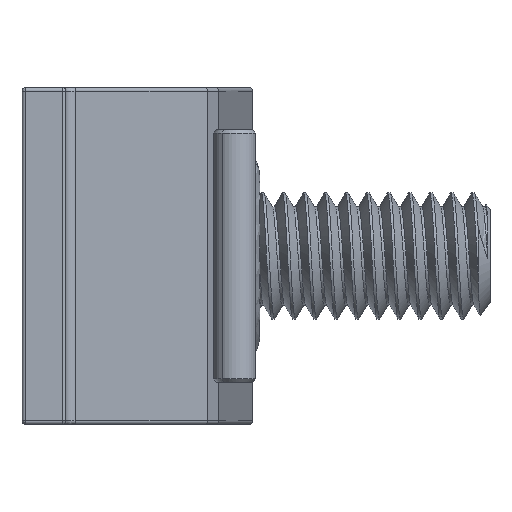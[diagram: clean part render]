
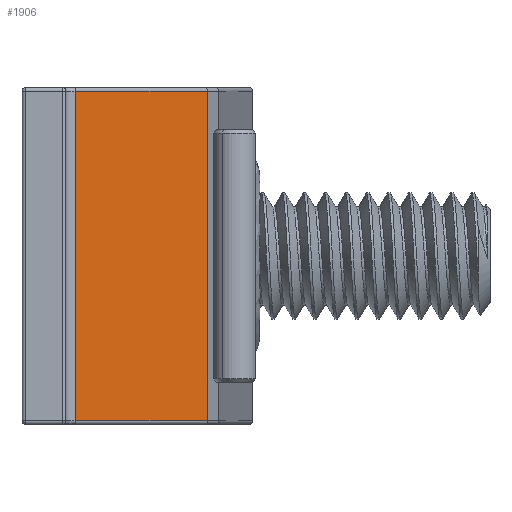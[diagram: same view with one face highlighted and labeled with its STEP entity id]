
A CAD part, left-side view. The second image highlights one B-rep face of the part: STEP entity #1906.
In plain terms, the highlighted planar face has unit normal (-0.999, -0.035, 0).
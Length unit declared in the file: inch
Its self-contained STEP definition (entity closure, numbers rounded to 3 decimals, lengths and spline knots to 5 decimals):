
#31 = CARTESIAN_POINT ( 'NONE',  ( 0.08447, -0.13, 0.49 ) ) ;
#135 = LINE ( 'NONE', #3283, #8785 ) ;
#1004 = VECTOR ( 'NONE', #2392, 39.37008 ) ;
#1093 = DIRECTION ( 'NONE',  ( -0.035, 0.999, 0. ) ) ;
#1169 = DIRECTION ( 'NONE',  ( 0.035, -0.999, 0. ) ) ;
#1906 = ADVANCED_FACE ( 'NONE', ( #9699 ), #2713, .T. ) ;
#2206 = LINE ( 'NONE', #31, #10186 ) ;
#2392 = DIRECTION ( 'NONE',  ( 0., 0., -1. ) ) ;
#2542 = EDGE_CURVE ( 'NONE', #8737, #7110, #8117, .T. ) ;
#2684 = CARTESIAN_POINT ( 'NONE',  ( 0.08447, -0.13, -0.49 ) ) ;
#2713 = PLANE ( 'NONE',  #9785 ) ;
#2771 = EDGE_CURVE ( 'NONE', #5592, #5889, #2206, .T. ) ;
#3077 = EDGE_CURVE ( 'NONE', #5889, #7110, #135, .T. ) ;
#3283 = CARTESIAN_POINT ( 'NONE',  ( 0.08548, -0.15895, -0.5 ) ) ;
#4491 = EDGE_LOOP ( 'NONE', ( #5954, #6051, #9664, #8399 ) ) ;
#4641 = LINE ( 'NONE', #6280, #1004 ) ;
#4967 = CARTESIAN_POINT ( 'NONE',  ( 0.08447, -0.13, -0.5 ) ) ;
#5483 = DIRECTION ( 'NONE',  ( -0.035, 0.999, 0. ) ) ;
#5592 = VERTEX_POINT ( 'NONE', #8913 ) ;
#5834 = DIRECTION ( 'NONE',  ( -0.999, -0.035, 0. ) ) ;
#5889 = VERTEX_POINT ( 'NONE', #6570 ) ;
#5954 = ORIENTED_EDGE ( 'NONE', *, *, #6419, .F. ) ;
#6051 = ORIENTED_EDGE ( 'NONE', *, *, #2771, .T. ) ;
#6280 = CARTESIAN_POINT ( 'NONE',  ( 0.09915, -0.5506, -0.5 ) ) ;
#6401 = DIRECTION ( 'NONE',  ( 0., 0., -1. ) ) ;
#6419 = EDGE_CURVE ( 'NONE', #5592, #8737, #4641, .T. ) ;
#6570 = CARTESIAN_POINT ( 'NONE',  ( 0.08548, -0.15895, 0.49 ) ) ;
#6974 = CARTESIAN_POINT ( 'NONE',  ( 0.08548, -0.15895, -0.49 ) ) ;
#7110 = VERTEX_POINT ( 'NONE', #6974 ) ;
#8117 = LINE ( 'NONE', #2684, #8359 ) ;
#8269 = CARTESIAN_POINT ( 'NONE',  ( 0.09915, -0.5506, -0.49 ) ) ;
#8359 = VECTOR ( 'NONE', #1093, 39.37008 ) ;
#8399 = ORIENTED_EDGE ( 'NONE', *, *, #2542, .F. ) ;
#8737 = VERTEX_POINT ( 'NONE', #8269 ) ;
#8785 = VECTOR ( 'NONE', #6401, 39.37008 ) ;
#8913 = CARTESIAN_POINT ( 'NONE',  ( 0.09915, -0.5506, 0.49 ) ) ;
#9664 = ORIENTED_EDGE ( 'NONE', *, *, #3077, .T. ) ;
#9699 = FACE_OUTER_BOUND ( 'NONE', #4491, .T. ) ;
#9785 = AXIS2_PLACEMENT_3D ( 'NONE', #4967, #5834, #1169 ) ;
#10186 = VECTOR ( 'NONE', #5483, 39.37008 ) ;
